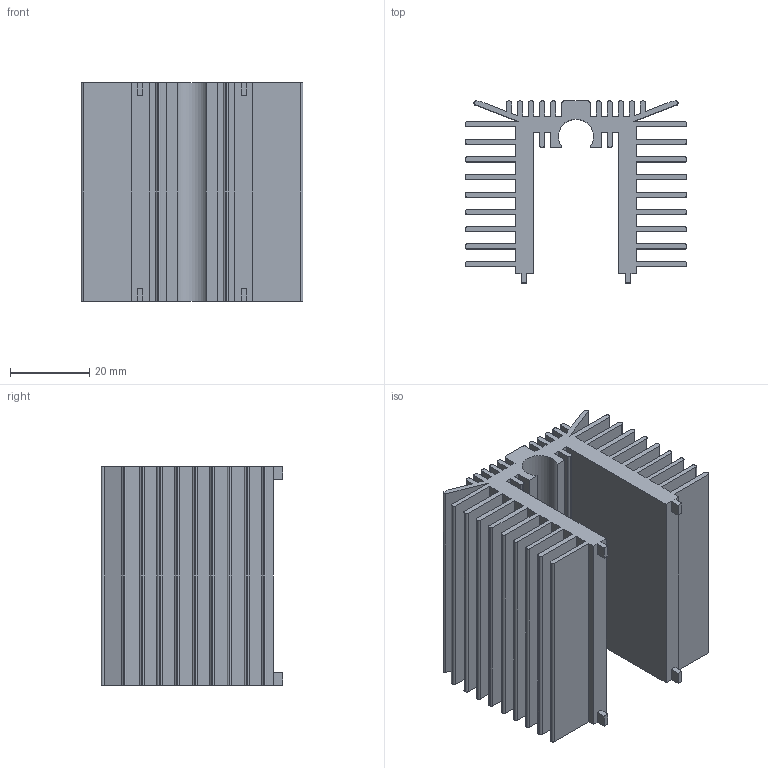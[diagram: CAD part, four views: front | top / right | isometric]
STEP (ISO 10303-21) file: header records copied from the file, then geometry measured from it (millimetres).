
FILE_DESCRIPTION((''),'2;1');
FILE_NAME('SINK_M_2','2024-09-19T',('Designer'),(''),'PRO/ENGINEER BY PARAMETRIC TECHNOLOGY CORPORATION, 2017170','PRO/ENGINEER BY PARAMETRIC TECHNOLOGY CORPORATION, 2017170','');
FILE_SCHEMA(('AUTOMOTIVE_DESIGN { 1 0 10303 214 1 1 1 1 }'));
Length unit declared in the file: inch
Products named in the file (1): SINK_M_2
Bounding box: 55.88 x 45.85 x 55.12 mm (x, y, z)
Volume: 46070.5 mm3; surface area: 46768.6 mm2
Topology: 1 solids, 1 shells, 224 faces, 666 edges, 444 vertices
Faces by surface type: plane 157, cylinder 67
Entity records: 7567 total; most frequent: CARTESIAN_POINT 1336, ORIENTED_EDGE 1332, DIRECTION 1248, EDGE_CURVE 666, VECTOR 532, LINE 532, VERTEX_POINT 444, AXIS2_PLACEMENT_3D 358
